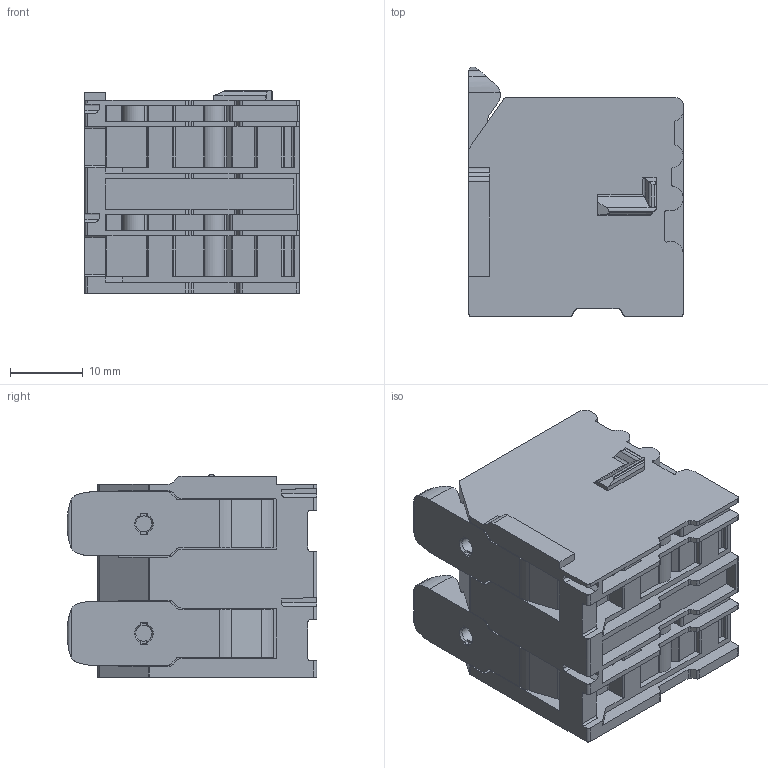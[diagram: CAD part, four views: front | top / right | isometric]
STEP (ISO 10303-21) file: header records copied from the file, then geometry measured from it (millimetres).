
FILE_DESCRIPTION(/* description */ ('STEP AP203'),/* implementation_level */ '2;1');
FILE_NAME(/* name */ '2616-3352',/* time_stamp */ '2024-02-17T15:22:56+01:00',/* author */ ('License CC BY-ND 4.0'),/* organization */ ('CADENAS'),/* preprocessor_version */ 'ST-DEVELOPER v19.3',/* originating_system */ 'PARTsolutions',/* authorisation */ ' ');
FILE_SCHEMA (('CONFIG_CONTROL_DESIGN'));
Length unit declared in the file: millimetre
Products named in the file (1): 2616-3352
Bounding box: 29.4 x 34.2 x 27.8 mm (x, y, z)
Volume: 21051 mm3; surface area: 7175.5 mm2
Topology: 1 solids, 1 shells, 513 faces, 1462 edges, 962 vertices
Faces by surface type: plane 284, cylinder 213, cone 16
Full cylindrical faces by diameter (mm): 2.2 x4
Entity records: 20404 total; most frequent: CARTESIAN_POINT 3131, ORIENTED_EDGE 2908, DIRECTION 2877, EDGE_CURVE 1454, AXIS2_PLACEMENT_3D 964, VERTEX_POINT 958, LINE 949, VECTOR 949
